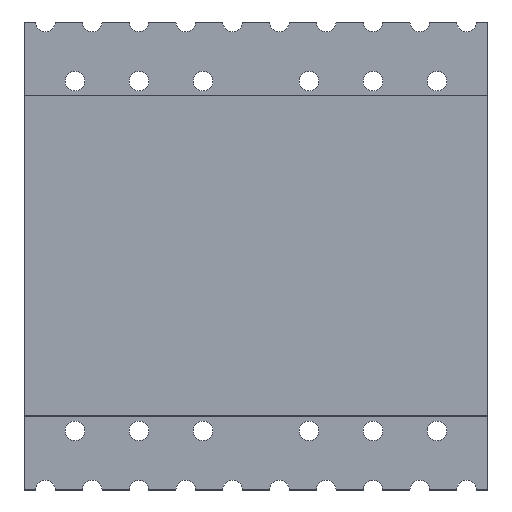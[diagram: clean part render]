
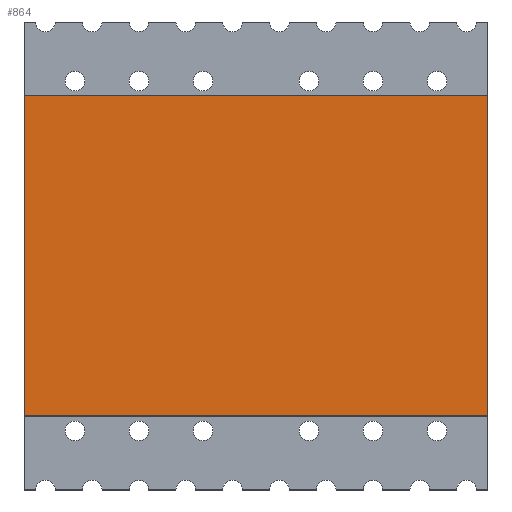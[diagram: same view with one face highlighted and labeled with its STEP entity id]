
A CAD part, top view. The second image highlights one B-rep face of the part: STEP entity #864.
In plain terms, the highlighted planar face has unit normal (0, 0, 1).
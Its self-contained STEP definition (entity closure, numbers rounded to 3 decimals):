
#32 = CARTESIAN_POINT ( 'NONE',  ( 9.4, -6.5, 3.75 ) ) ;
#120 = VERTEX_POINT ( 'NONE', #1726 ) ;
#172 = EDGE_CURVE ( 'NONE', #1753, #2211, #1103, .T. ) ;
#289 = EDGE_LOOP ( 'NONE', ( #429, #2295, #1613, #1042 ) ) ;
#386 = LINE ( 'NONE', #32, #2114 ) ;
#428 = DIRECTION ( 'NONE',  ( 0., 1., 0. ) ) ;
#429 = ORIENTED_EDGE ( 'NONE', *, *, #1743, .T. ) ;
#546 = FACE_OUTER_BOUND ( 'NONE', #289, .T. ) ;
#764 = PLANE ( 'NONE',  #1840 ) ;
#794 = CARTESIAN_POINT ( 'NONE',  ( 9.4, -6.5, 3.75 ) ) ;
#864 = ADVANCED_FACE ( 'NONE', ( #546 ), #764, .F. ) ;
#913 = VECTOR ( 'NONE', #1343, 1000. ) ;
#1042 = ORIENTED_EDGE ( 'NONE', *, *, #172, .T. ) ;
#1065 = VERTEX_POINT ( 'NONE', #1203 ) ;
#1103 = LINE ( 'NONE', #2541, #2516 ) ;
#1136 = LINE ( 'NONE', #1954, #2598 ) ;
#1203 = CARTESIAN_POINT ( 'NONE',  ( 9.4, 6.5, 3.75 ) ) ;
#1293 = EDGE_CURVE ( 'NONE', #1065, #120, #1383, .T. ) ;
#1340 = EDGE_CURVE ( 'NONE', #120, #1753, #1136, .T. ) ;
#1343 = DIRECTION ( 'NONE',  ( -1., 0., 0. ) ) ;
#1362 = DIRECTION ( 'NONE',  ( 1., 0., 0. ) ) ;
#1383 = LINE ( 'NONE', #1744, #913 ) ;
#1613 = ORIENTED_EDGE ( 'NONE', *, *, #1340, .T. ) ;
#1726 = CARTESIAN_POINT ( 'NONE',  ( -9.4, 6.5, 3.75 ) ) ;
#1743 = EDGE_CURVE ( 'NONE', #2211, #1065, #386, .T. ) ;
#1744 = CARTESIAN_POINT ( 'NONE',  ( -9.4, 6.5, 3.75 ) ) ;
#1753 = VERTEX_POINT ( 'NONE', #2600 ) ;
#1840 = AXIS2_PLACEMENT_3D ( 'NONE', #2378, #1970, #1983 ) ;
#1954 = CARTESIAN_POINT ( 'NONE',  ( -9.4, -6.5, 3.75 ) ) ;
#1970 = DIRECTION ( 'NONE',  ( 0., 0., -1. ) ) ;
#1983 = DIRECTION ( 'NONE',  ( -1., 0., 0. ) ) ;
#2114 = VECTOR ( 'NONE', #428, 1000. ) ;
#2211 = VERTEX_POINT ( 'NONE', #794 ) ;
#2295 = ORIENTED_EDGE ( 'NONE', *, *, #1293, .T. ) ;
#2337 = DIRECTION ( 'NONE',  ( 0., -1., 0. ) ) ;
#2378 = CARTESIAN_POINT ( 'NONE',  ( 0., 0., 3.75 ) ) ;
#2516 = VECTOR ( 'NONE', #1362, 1000. ) ;
#2541 = CARTESIAN_POINT ( 'NONE',  ( -9.4, -6.5, 3.75 ) ) ;
#2598 = VECTOR ( 'NONE', #2337, 1000. ) ;
#2600 = CARTESIAN_POINT ( 'NONE',  ( -9.4, -6.5, 3.75 ) ) ;
